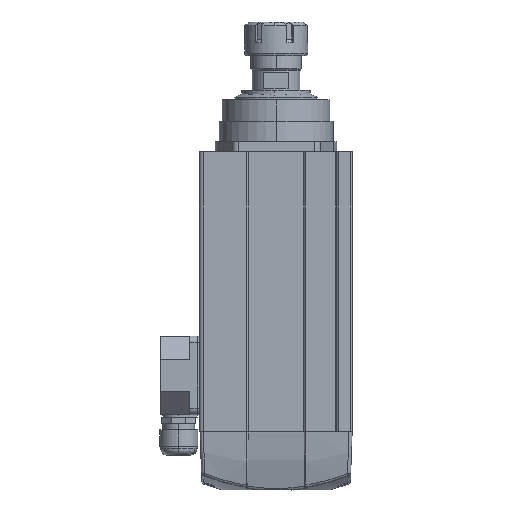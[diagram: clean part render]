
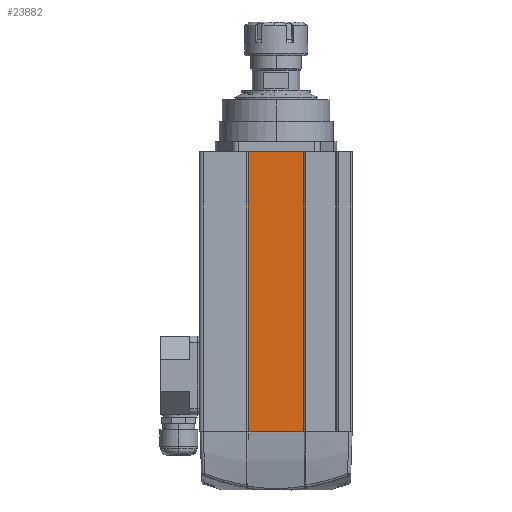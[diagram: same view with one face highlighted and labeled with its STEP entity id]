
A CAD part, left-side view. The second image highlights one B-rep face of the part: STEP entity #23882.
In plain terms, the highlighted planar face has unit normal (-1, 0, 0).
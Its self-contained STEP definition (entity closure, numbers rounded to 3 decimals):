
#1286 = CARTESIAN_POINT ( 'NONE',  ( -11214.356, -7631.504, 0. ) ) ;
#1539 = LINE ( 'NONE', #4520, #4301 ) ;
#2253 = EDGE_CURVE ( 'NONE', #4295, #18097, #18731, .T. ) ;
#3801 = ORIENTED_EDGE ( 'NONE', *, *, #2253, .T. ) ;
#4156 = VECTOR ( 'NONE', #28350, 1000. ) ;
#4295 = VERTEX_POINT ( 'NONE', #17202 ) ;
#4301 = VECTOR ( 'NONE', #30043, 1000. ) ;
#4520 = CARTESIAN_POINT ( 'NONE',  ( -11214.356, -7675.504, 221. ) ) ;
#4570 = AXIS2_PLACEMENT_3D ( 'NONE', #32479, #27435, #12457 ) ;
#4805 = EDGE_CURVE ( 'NONE', #9804, #18097, #1539, .T. ) ;
#5317 = CARTESIAN_POINT ( 'NONE',  ( -11214.356, -7631.504, 221. ) ) ;
#5466 = DIRECTION ( 'NONE',  ( 0., 0., 1. ) ) ;
#5996 = ORIENTED_EDGE ( 'NONE', *, *, #4805, .F. ) ;
#7158 = LINE ( 'NONE', #28773, #16338 ) ;
#9804 = VERTEX_POINT ( 'NONE', #21049 ) ;
#10893 = LINE ( 'NONE', #20654, #4156 ) ;
#12127 = PLANE ( 'NONE',  #4570 ) ;
#12457 = DIRECTION ( 'NONE',  ( 0., 0., -1. ) ) ;
#13918 = ORIENTED_EDGE ( 'NONE', *, *, #26791, .F. ) ;
#13927 = VECTOR ( 'NONE', #26674, 1000. ) ;
#16338 = VECTOR ( 'NONE', #5466, 1000. ) ;
#17202 = CARTESIAN_POINT ( 'NONE',  ( -11214.356, -7631.504, 0. ) ) ;
#18046 = ORIENTED_EDGE ( 'NONE', *, *, #19992, .F. ) ;
#18097 = VERTEX_POINT ( 'NONE', #27165 ) ;
#18731 = LINE ( 'NONE', #1286, #13927 ) ;
#19636 = FACE_OUTER_BOUND ( 'NONE', #20196, .T. ) ;
#19992 = EDGE_CURVE ( 'NONE', #25004, #9804, #10893, .T. ) ;
#20196 = EDGE_LOOP ( 'NONE', ( #5996, #18046, #13918, #3801 ) ) ;
#20654 = CARTESIAN_POINT ( 'NONE',  ( -11214.356, -7596.504, 221. ) ) ;
#21049 = CARTESIAN_POINT ( 'NONE',  ( -11214.356, -7675.504, 221. ) ) ;
#23882 = ADVANCED_FACE ( 'NONE', ( #19636 ), #12127, .F. ) ;
#25004 = VERTEX_POINT ( 'NONE', #5317 ) ;
#26674 = DIRECTION ( 'NONE',  ( 0., -1., 0. ) ) ;
#26791 = EDGE_CURVE ( 'NONE', #4295, #25004, #7158, .T. ) ;
#27165 = CARTESIAN_POINT ( 'NONE',  ( -11214.356, -7675.504, 0. ) ) ;
#27435 = DIRECTION ( 'NONE',  ( 1., 0., 0. ) ) ;
#28350 = DIRECTION ( 'NONE',  ( 0., -1., 0. ) ) ;
#28773 = CARTESIAN_POINT ( 'NONE',  ( -11214.356, -7631.504, 221. ) ) ;
#30043 = DIRECTION ( 'NONE',  ( 0., 0., -1. ) ) ;
#32479 = CARTESIAN_POINT ( 'NONE',  ( -11214.356, -7631.504, 221. ) ) ;
